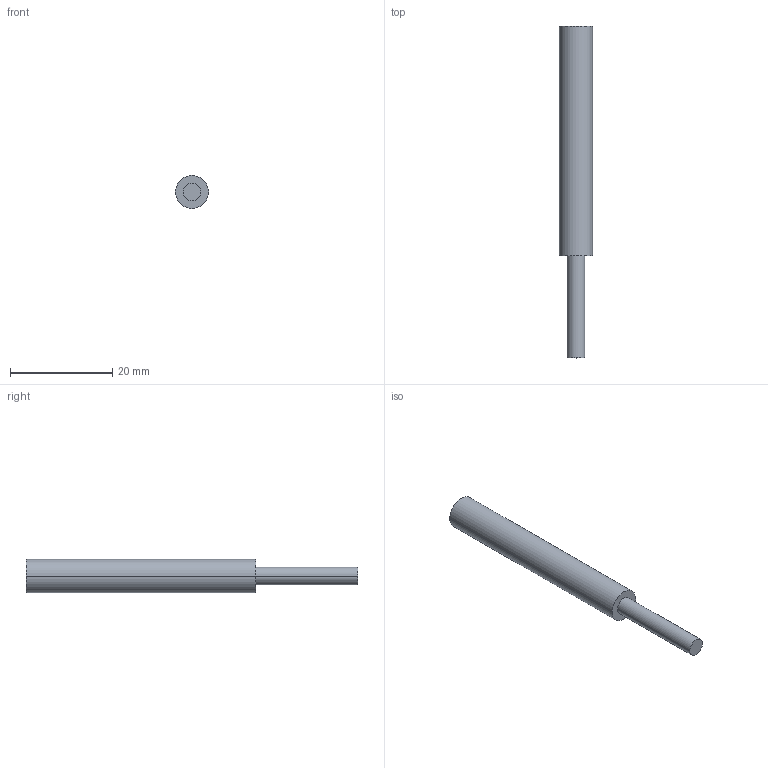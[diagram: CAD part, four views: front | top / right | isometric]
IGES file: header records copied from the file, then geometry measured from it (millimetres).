
Start section:  PTC IGES file: dw-ad-503-065e.igs
Global section: file name: dw-ad-503-065e.igs; native system:  by Parametric Technology Corporation; preprocessor: 2010230; organization: Unknown; date: 20110316.101444; units: millimetre
Bounding box: 6.5 x 65 x 6.5 mm (x, y, z)
Volume: 1685.7 mm3; surface area: 1205.2 mm2
Topology: 1 solids, 1 shells, 7 faces, 12 edges, 8 vertices
Faces by surface type: revolution 4, bspline 3
